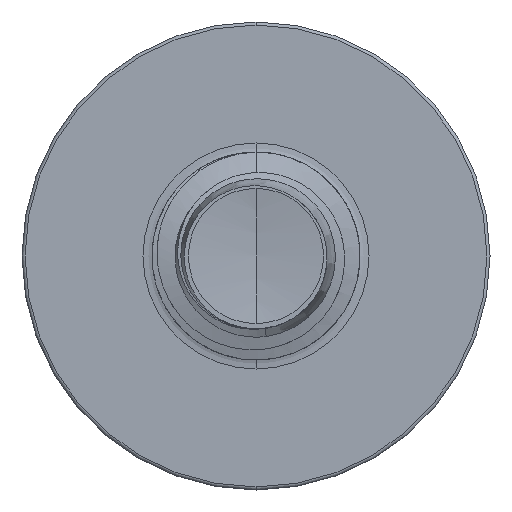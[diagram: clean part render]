
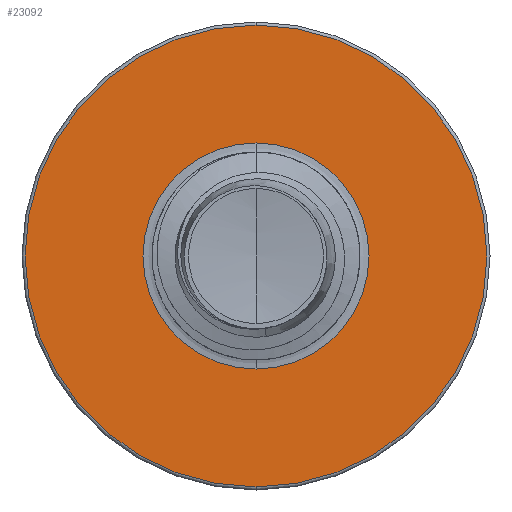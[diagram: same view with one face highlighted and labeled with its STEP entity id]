
A CAD part, front view. The second image highlights one B-rep face of the part: STEP entity #23092.
In plain terms, the highlighted planar face has unit normal (0, -1, 0).
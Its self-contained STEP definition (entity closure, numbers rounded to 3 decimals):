
#1047 = AXIS2_PLACEMENT_3D ( 'NONE', #20318, #8835, #22055 ) ;
#2068 = EDGE_LOOP ( 'NONE', ( #23850, #24225 ) ) ;
#3163 = ORIENTED_EDGE ( 'NONE', *, *, #22500, .F. ) ;
#3326 = CARTESIAN_POINT ( 'NONE',  ( 0., 9., 0. ) ) ;
#3352 = CARTESIAN_POINT ( 'NONE',  ( 0., 9., -4.44 ) ) ;
#4410 = FACE_OUTER_BOUND ( 'NONE', #15297, .T. ) ;
#5643 = DIRECTION ( 'NONE',  ( 0., 0., 1. ) ) ;
#7925 = CIRCLE ( 'NONE', #9160, 4.44 ) ;
#8130 = CARTESIAN_POINT ( 'NONE',  ( 0., 9., -2.174 ) ) ;
#8835 = DIRECTION ( 'NONE',  ( 0., 1., 0. ) ) ;
#9160 = AXIS2_PLACEMENT_3D ( 'NONE', #3326, #17630, #5643 ) ;
#10238 = PLANE ( 'NONE',  #11943 ) ;
#10645 = CIRCLE ( 'NONE', #22323, 2.174 ) ;
#11943 = AXIS2_PLACEMENT_3D ( 'NONE', #8130, #12278, #24476 ) ;
#12278 = DIRECTION ( 'NONE',  ( 0., 1., 0. ) ) ;
#12309 = CARTESIAN_POINT ( 'NONE',  ( 0., 9., 0. ) ) ;
#12439 = CIRCLE ( 'NONE', #1047, 2.174 ) ;
#13100 = VERTEX_POINT ( 'NONE', #23740 ) ;
#13234 = AXIS2_PLACEMENT_3D ( 'NONE', #12309, #24493, #14282 ) ;
#14071 = EDGE_CURVE ( 'NONE', #19780, #13100, #10645, .T. ) ;
#14282 = DIRECTION ( 'NONE',  ( 0., 0., 1. ) ) ;
#15297 = EDGE_LOOP ( 'NONE', ( #3163, #16185 ) ) ;
#16185 = ORIENTED_EDGE ( 'NONE', *, *, #22735, .F. ) ;
#17630 = DIRECTION ( 'NONE',  ( 0., 1., 0. ) ) ;
#18854 = VERTEX_POINT ( 'NONE', #3352 ) ;
#19618 = DIRECTION ( 'NONE',  ( 0., 0., 1. ) ) ;
#19620 = CARTESIAN_POINT ( 'NONE',  ( 0., 9., 4.44 ) ) ;
#19638 = DIRECTION ( 'NONE',  ( 0., 1., 0. ) ) ;
#19644 = CARTESIAN_POINT ( 'NONE',  ( 0., 9., 0. ) ) ;
#19780 = VERTEX_POINT ( 'NONE', #24097 ) ;
#20318 = CARTESIAN_POINT ( 'NONE',  ( 0., 9., 0. ) ) ;
#21910 = VERTEX_POINT ( 'NONE', #19620 ) ;
#21945 = CIRCLE ( 'NONE', #13234, 4.44 ) ;
#22055 = DIRECTION ( 'NONE',  ( 0., 0., 1. ) ) ;
#22323 = AXIS2_PLACEMENT_3D ( 'NONE', #19644, #19638, #19618 ) ;
#22500 = EDGE_CURVE ( 'NONE', #21910, #18854, #7925, .T. ) ;
#22735 = EDGE_CURVE ( 'NONE', #18854, #21910, #21945, .T. ) ;
#23092 = ADVANCED_FACE ( 'NONE', ( #4410, #24034 ), #10238, .F. ) ;
#23724 = EDGE_CURVE ( 'NONE', #13100, #19780, #12439, .T. ) ;
#23740 = CARTESIAN_POINT ( 'NONE',  ( 0., 9., 2.174 ) ) ;
#23850 = ORIENTED_EDGE ( 'NONE', *, *, #23724, .T. ) ;
#24034 = FACE_BOUND ( 'NONE', #2068, .T. ) ;
#24097 = CARTESIAN_POINT ( 'NONE',  ( 0., 9., -2.174 ) ) ;
#24225 = ORIENTED_EDGE ( 'NONE', *, *, #14071, .T. ) ;
#24476 = DIRECTION ( 'NONE',  ( 0., 0., 1. ) ) ;
#24493 = DIRECTION ( 'NONE',  ( 0., 1., 0. ) ) ;
